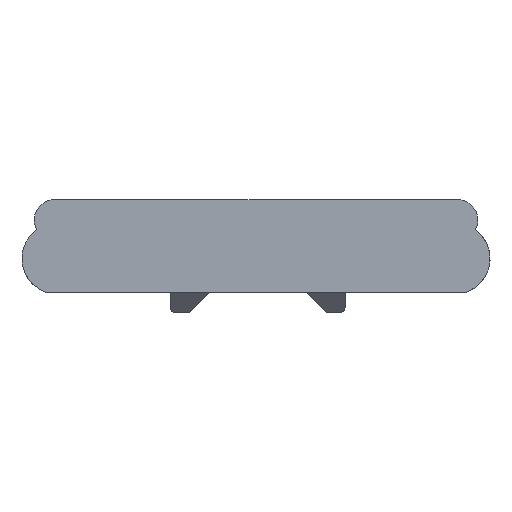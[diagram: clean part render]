
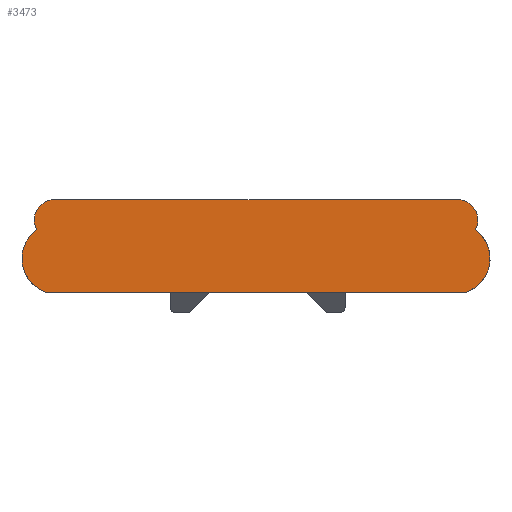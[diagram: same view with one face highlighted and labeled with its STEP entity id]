
A CAD part, left-side view. The second image highlights one B-rep face of the part: STEP entity #3473.
In plain terms, the highlighted planar face has unit normal (-1, 0, 0).
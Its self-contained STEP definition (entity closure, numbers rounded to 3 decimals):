
#69 = CARTESIAN_POINT ( 'NONE',  ( -8.7, 11.35, 9.1 ) ) ;
#217 = VERTEX_POINT ( 'NONE', #2095 ) ;
#274 = ORIENTED_EDGE ( 'NONE', *, *, #4512, .F. ) ;
#323 = DIRECTION ( 'NONE',  ( 1., 0., 0. ) ) ;
#350 = CARTESIAN_POINT ( 'NONE',  ( -8.7, -27.95, 5.3 ) ) ;
#509 = CIRCLE ( 'NONE', #2937, 2. ) ;
#596 = DIRECTION ( 'NONE',  ( 0., 0., 1. ) ) ;
#617 = DIRECTION ( 'NONE',  ( 1., 0., 0. ) ) ;
#639 = AXIS2_PLACEMENT_3D ( 'NONE', #4487, #1676, #596 ) ;
#968 = VERTEX_POINT ( 'NONE', #1865 ) ;
#979 = DIRECTION ( 'NONE',  ( 0., 1., 0. ) ) ;
#1106 = CARTESIAN_POINT ( 'NONE',  ( -8.7, 14.55, 5.3 ) ) ;
#1125 = EDGE_CURVE ( 'NONE', #4193, #968, #4052, .T. ) ;
#1151 = ORIENTED_EDGE ( 'NONE', *, *, #2753, .F. ) ;
#1441 = VERTEX_POINT ( 'NONE', #1813 ) ;
#1563 = CARTESIAN_POINT ( 'NONE',  ( -8.7, 13.102, 8.135 ) ) ;
#1619 = EDGE_LOOP ( 'NONE', ( #1151, #274, #6011, #6376, #3442, #4438, #1943 ) ) ;
#1637 = CIRCLE ( 'NONE', #3181, 2. ) ;
#1676 = DIRECTION ( 'NONE',  ( -1., 0., 0. ) ) ;
#1791 = VERTEX_POINT ( 'NONE', #1563 ) ;
#1813 = CARTESIAN_POINT ( 'NONE',  ( -8.7, 12.216, 2. ) ) ;
#1837 = VERTEX_POINT ( 'NONE', #1106 ) ;
#1865 = CARTESIAN_POINT ( 'NONE',  ( -8.7, -29.116, 2. ) ) ;
#1943 = ORIENTED_EDGE ( 'NONE', *, *, #1125, .F. ) ;
#2000 = CARTESIAN_POINT ( 'NONE',  ( -8.7, -28.25, 9.1 ) ) ;
#2095 = CARTESIAN_POINT ( 'NONE',  ( -8.7, -28.25, 11.1 ) ) ;
#2287 = AXIS2_PLACEMENT_3D ( 'NONE', #4391, #2681, #3812 ) ;
#2681 = DIRECTION ( 'NONE',  ( 1., 0., 0. ) ) ;
#2753 = EDGE_CURVE ( 'NONE', #217, #4193, #509, .T. ) ;
#2937 = AXIS2_PLACEMENT_3D ( 'NONE', #2000, #7008, #3696 ) ;
#2958 = CARTESIAN_POINT ( 'NONE',  ( -8.7, -30.002, 8.135 ) ) ;
#3181 = AXIS2_PLACEMENT_3D ( 'NONE', #69, #617, #4012 ) ;
#3409 = EDGE_CURVE ( 'NONE', #1837, #1791, #6790, .T. ) ;
#3442 = ORIENTED_EDGE ( 'NONE', *, *, #6725, .F. ) ;
#3473 = ADVANCED_FACE ( 'NONE', ( #5493 ), #4681, .T. ) ;
#3696 = DIRECTION ( 'NONE',  ( 0., 0., -1. ) ) ;
#3812 = DIRECTION ( 'NONE',  ( 0., 1., 0. ) ) ;
#4012 = DIRECTION ( 'NONE',  ( 0., 0., -1. ) ) ;
#4052 = CIRCLE ( 'NONE', #6663, 3.5 ) ;
#4074 = VERTEX_POINT ( 'NONE', #6808 ) ;
#4193 = VERTEX_POINT ( 'NONE', #2958 ) ;
#4391 = CARTESIAN_POINT ( 'NONE',  ( -8.7, 11.05, 5.3 ) ) ;
#4438 = ORIENTED_EDGE ( 'NONE', *, *, #6853, .F. ) ;
#4487 = CARTESIAN_POINT ( 'NONE',  ( -8.7, -31.75, 0. ) ) ;
#4512 = EDGE_CURVE ( 'NONE', #4074, #217, #6424, .T. ) ;
#4681 = PLANE ( 'NONE',  #639 ) ;
#4840 = DIRECTION ( 'NONE',  ( 1., 0., 0. ) ) ;
#5055 = VECTOR ( 'NONE', #5426, 1000. ) ;
#5322 = DIRECTION ( 'NONE',  ( 0., 1., 0. ) ) ;
#5392 = DIRECTION ( 'NONE',  ( 0., -1., 0. ) ) ;
#5426 = DIRECTION ( 'NONE',  ( 0., 1., 0. ) ) ;
#5493 = FACE_OUTER_BOUND ( 'NONE', #1619, .T. ) ;
#5662 = EDGE_CURVE ( 'NONE', #1791, #4074, #1637, .T. ) ;
#5980 = LINE ( 'NONE', #7158, #5055 ) ;
#6011 = ORIENTED_EDGE ( 'NONE', *, *, #5662, .F. ) ;
#6338 = CIRCLE ( 'NONE', #7236, 3.5 ) ;
#6376 = ORIENTED_EDGE ( 'NONE', *, *, #3409, .F. ) ;
#6424 = LINE ( 'NONE', #6543, #6783 ) ;
#6474 = CARTESIAN_POINT ( 'NONE',  ( -8.7, 11.05, 5.3 ) ) ;
#6543 = CARTESIAN_POINT ( 'NONE',  ( -8.7, -31.75, 11.1 ) ) ;
#6663 = AXIS2_PLACEMENT_3D ( 'NONE', #350, #4840, #979 ) ;
#6725 = EDGE_CURVE ( 'NONE', #1441, #1837, #6338, .T. ) ;
#6783 = VECTOR ( 'NONE', #5392, 1000. ) ;
#6790 = CIRCLE ( 'NONE', #2287, 3.5 ) ;
#6808 = CARTESIAN_POINT ( 'NONE',  ( -8.7, 11.35, 11.1 ) ) ;
#6853 = EDGE_CURVE ( 'NONE', #968, #1441, #5980, .T. ) ;
#7008 = DIRECTION ( 'NONE',  ( 1., 0., 0. ) ) ;
#7158 = CARTESIAN_POINT ( 'NONE',  ( -8.7, -31.75, 2. ) ) ;
#7236 = AXIS2_PLACEMENT_3D ( 'NONE', #6474, #323, #5322 ) ;
